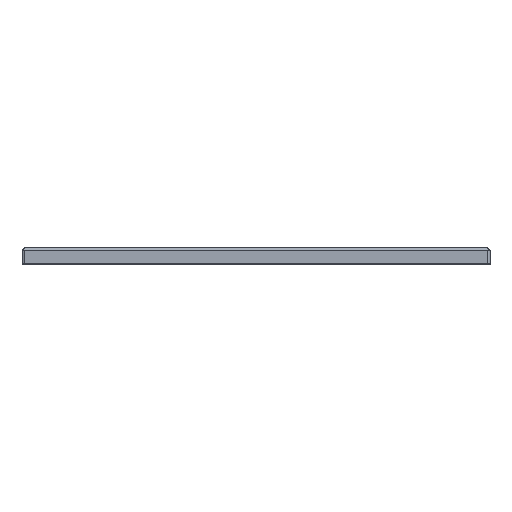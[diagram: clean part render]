
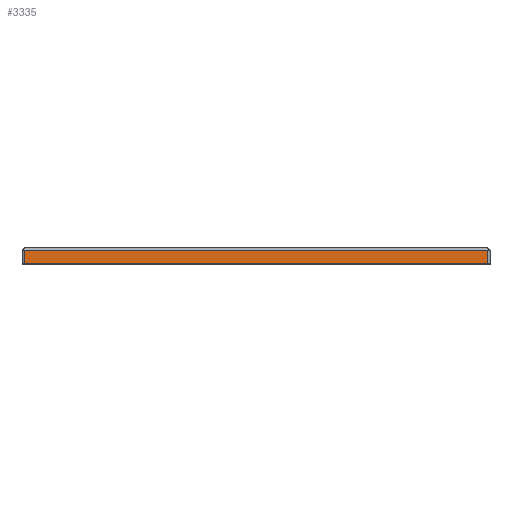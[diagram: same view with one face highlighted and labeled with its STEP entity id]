
A CAD part, top view. The second image highlights one B-rep face of the part: STEP entity #3335.
In plain terms, the highlighted planar face has unit normal (0, 0, 1).
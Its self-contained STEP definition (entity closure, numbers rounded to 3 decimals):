
#216 = EDGE_LOOP ( 'NONE', ( #4643, #8445, #8296, #1809 ) ) ;
#230 = CARTESIAN_POINT ( 'NONE',  ( 297., -20., 387.5 ) ) ;
#372 = LINE ( 'NONE', #2980, #3821 ) ;
#384 = CARTESIAN_POINT ( 'NONE',  ( 297., -20., 387.5 ) ) ;
#492 = CARTESIAN_POINT ( 'NONE',  ( 297., -3., 387.5 ) ) ;
#554 = LINE ( 'NONE', #384, #8234 ) ;
#637 = DIRECTION ( 'NONE',  ( 1., 0., 0. ) ) ;
#786 = VERTEX_POINT ( 'NONE', #4949 ) ;
#1129 = LINE ( 'NONE', #7050, #7965 ) ;
#1130 = EDGE_CURVE ( 'NONE', #1768, #1303, #1839, .T. ) ;
#1303 = VERTEX_POINT ( 'NONE', #230 ) ;
#1544 = EDGE_CURVE ( 'NONE', #1303, #7161, #554, .T. ) ;
#1768 = VERTEX_POINT ( 'NONE', #6140 ) ;
#1809 = ORIENTED_EDGE ( 'NONE', *, *, #1130, .T. ) ;
#1839 = LINE ( 'NONE', #5137, #7365 ) ;
#1884 = DIRECTION ( 'NONE',  ( 1., 0., 0. ) ) ;
#1990 = EDGE_CURVE ( 'NONE', #786, #1768, #372, .T. ) ;
#2980 = CARTESIAN_POINT ( 'NONE',  ( -297., -20., 387.5 ) ) ;
#3153 = CARTESIAN_POINT ( 'NONE',  ( -300., -20., 387.5 ) ) ;
#3335 = ADVANCED_FACE ( 'NONE', ( #7802 ), #7667, .T. ) ;
#3746 = EDGE_CURVE ( 'NONE', #7161, #786, #1129, .T. ) ;
#3821 = VECTOR ( 'NONE', #5583, 1000. ) ;
#3936 = AXIS2_PLACEMENT_3D ( 'NONE', #3153, #6387, #637 ) ;
#4400 = DIRECTION ( 'NONE',  ( 0., 1., 0. ) ) ;
#4643 = ORIENTED_EDGE ( 'NONE', *, *, #1544, .T. ) ;
#4949 = CARTESIAN_POINT ( 'NONE',  ( -297., -3., 387.5 ) ) ;
#5137 = CARTESIAN_POINT ( 'NONE',  ( -300., -20., 387.5 ) ) ;
#5583 = DIRECTION ( 'NONE',  ( 0., -1., 0. ) ) ;
#6140 = CARTESIAN_POINT ( 'NONE',  ( -297., -20., 387.5 ) ) ;
#6387 = DIRECTION ( 'NONE',  ( 0., 0., 1. ) ) ;
#7050 = CARTESIAN_POINT ( 'NONE',  ( -297., -3., 387.5 ) ) ;
#7161 = VERTEX_POINT ( 'NONE', #492 ) ;
#7365 = VECTOR ( 'NONE', #1884, 1000. ) ;
#7667 = PLANE ( 'NONE',  #3936 ) ;
#7739 = DIRECTION ( 'NONE',  ( -1., 0., 0. ) ) ;
#7802 = FACE_OUTER_BOUND ( 'NONE', #216, .T. ) ;
#7965 = VECTOR ( 'NONE', #7739, 1000. ) ;
#8234 = VECTOR ( 'NONE', #4400, 1000. ) ;
#8296 = ORIENTED_EDGE ( 'NONE', *, *, #1990, .T. ) ;
#8445 = ORIENTED_EDGE ( 'NONE', *, *, #3746, .T. ) ;
